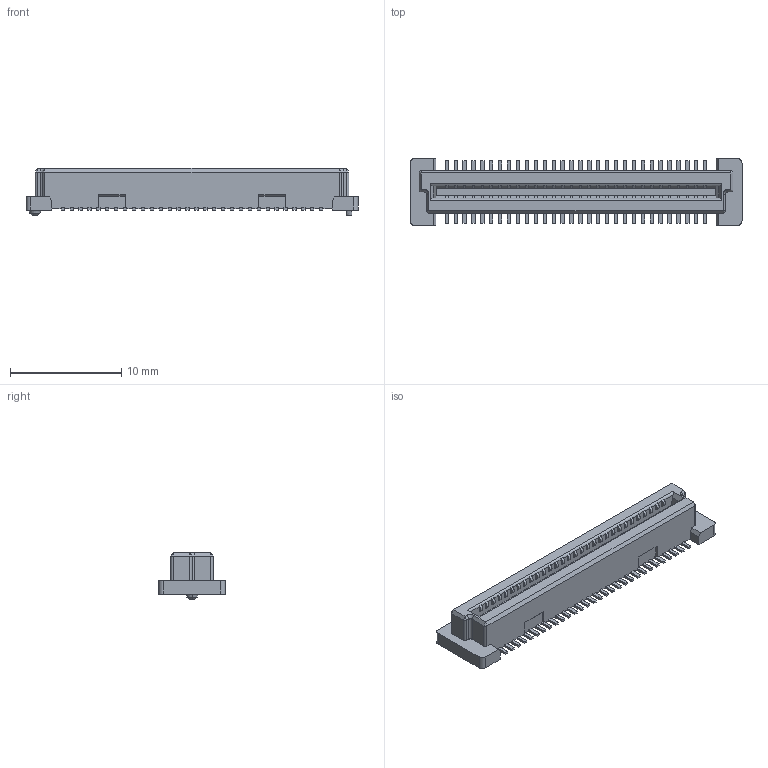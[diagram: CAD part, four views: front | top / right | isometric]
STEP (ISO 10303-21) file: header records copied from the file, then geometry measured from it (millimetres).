
FILE_DESCRIPTION((''),'2;1');
FILE_NAME('C-5177985-2','2019-01-25T06:49:36',('workeradm'),('TE Connectivity Ltd.'),'CREO PARAMETRIC BY PTC INC, 2018190','CREO PARAMETRIC BY PTC INC, 2018190','');
FILE_SCHEMA(('AUTOMOTIVE_DESIGN { 1 0 10303 214 1 1 1 1 }'));
Length unit declared in the file: millimetre
Products named in the file (1): C-5177985-2
Bounding box: 29.8 x 6 x 4.25 mm (x, y, z)
Volume: 324.8 mm3; surface area: 741.2 mm2
Topology: 1 solids, 1 shells, 879 faces, 2782 edges, 1842 vertices
Faces by surface type: plane 611, cylinder 254, cone 14
Entity records: 31016 total; most frequent: CARTESIAN_POINT 5569, ORIENTED_EDGE 5552, DIRECTION 5162, EDGE_CURVE 2776, VECTOR 2132, LINE 2132, VERTEX_POINT 1842, AXIS2_PLACEMENT_3D 1515
